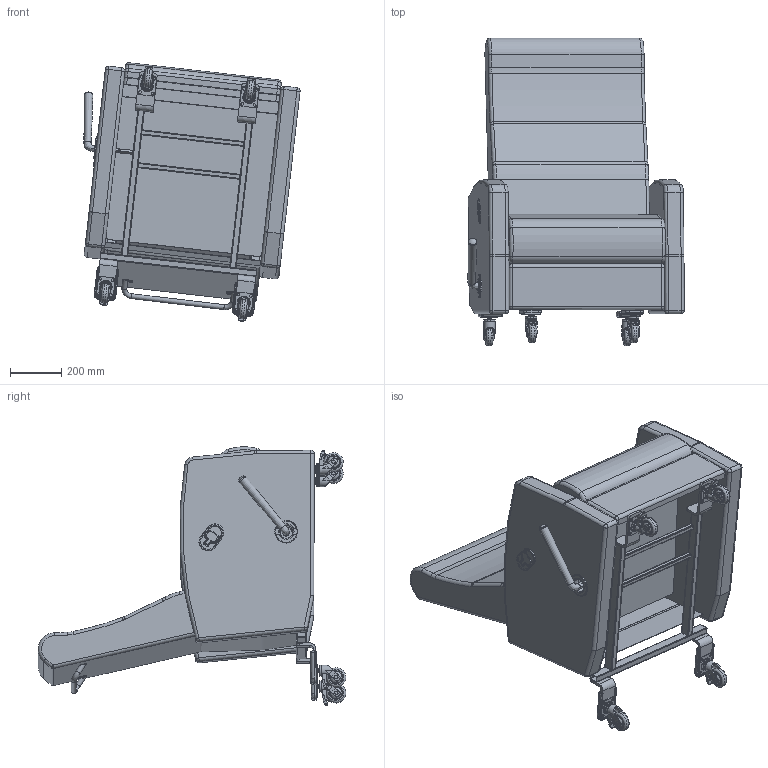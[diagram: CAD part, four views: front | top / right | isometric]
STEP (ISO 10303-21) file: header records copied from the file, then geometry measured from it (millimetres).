
FILE_DESCRIPTION(/* description */ (''),/* implementation_level */ '2;1');
FILE_NAME(/* name */ 'L1127F.stp',/* time_stamp */ '2017-09-29T13:08:19-04:00',/* author */ ('emehringer'),/* organization */ (''),/* preprocessor_version */ 'ST-DEVELOPER v16.5',/* originating_system */ 'Autodesk Inventor 2017',/* authorisation */ '');
FILE_SCHEMA (('AUTOMOTIVE_DESIGN { 1 0 10303 214 3 1 1 }'));
Length unit declared in the file: inch
Products named in the file (30): L1127F; E1025 ACARM R; E1025 ACARM L; UKO E4025; USEAT E4025; EV7070 UBACK FLAP; BEZEL 3.5 BLK; HDL 3000 BLK; HDL 3000 BLKPLASTIC; HDL 3000 BLK METAL; PLTFRM 5027 (generic); 4381820001 (REAR TUBE)(generic); 4381810101 (CAM TUBE)(generic); 4381830001 (SIDE TUBE)(generic); 3663930101 (CASTER BRKT) (generic); CASTER BOOT BLK; CASTER 3"SL53-1; _5325PJP075P50_rig_26; _5325PJP075P50_brake_26; _5325PJP075P50_acc_26; PJP (75mm); PJP (75mm) PART B; PJP (75mm)_1; O1010 UBACK; CABLE LEVER; PB3; PUSH BAR 17.625; PUSH BAR 17.625_1; PUSH BAR 17.625 right side; 1420X1.5 PSHPB
Assembly tree (39 placements, depth 4):
  L1127F
    E1025 ACARM R
    E1025 ACARM L
    UKO E4025
    USEAT E4025
    EV7070 UBACK FLAP
    BEZEL 3.5 BLK
    HDL 3000 BLK
      HDL 3000 BLKPLASTIC
      HDL 3000 BLK METAL
    PLTFRM 5027 (generic)
      3663930101 (CASTER BRKT) (generic)  x4
      4381810101 (CAM TUBE)(generic)  x2
      4381820001 (REAR TUBE)(generic)
      4381830001 (SIDE TUBE)(generic)  x2
    CASTER BOOT BLK  x2
    CASTER 3"SL53-1  x4
      _5325PJP075P50_rig_26
      _5325PJP075P50_brake_26
      _5325PJP075P50_acc_26
      PJP (75mm)
        PJP (75mm) PART B
        PJP (75mm)_1
    O1010 UBACK
    CABLE LEVER
    PB3
      PUSH BAR 17.625
        PUSH BAR 17.625_1
        PUSH BAR 17.625 right side
      1420X1.5 PSHPB  x2
Bounding box: 840.43 x 1196.25 x 1004.83 mm (x, y, z)
Volume: 182574265.8 mm3; surface area: 6119090.3 mm2
Topology: 50 solids, 50 shells, 1640 faces, 4195 edges, 2695 vertices
Faces by surface type: plane 705, cylinder 695, torus 132, bspline 42, cone 37, sphere 29
Full cylindrical faces by diameter (mm): 5.953 x1, 6.35 x2, 7.938 x4, 9.525 x2, 10 x4, 10.6 x4, 12.497 x2, 13.14 x4, 15.2 x4, 19.05 x3, 22.9 x1, 36 x4, 41.25 x4, 44.25 x8, 45.511 x4, 47.099 x4, 51.861 x8, 53.975 x1, 57.15 x1, 75 x4, 88.9 x1
Entity records: 25684 total; most frequent: CARTESIAN_POINT 6710, DIRECTION 4056, ORIENTED_EDGE 3590, EDGE_CURVE 1795, AXIS2_PLACEMENT_3D 1580, VERTEX_POINT 1150, LINE 896, VECTOR 896
